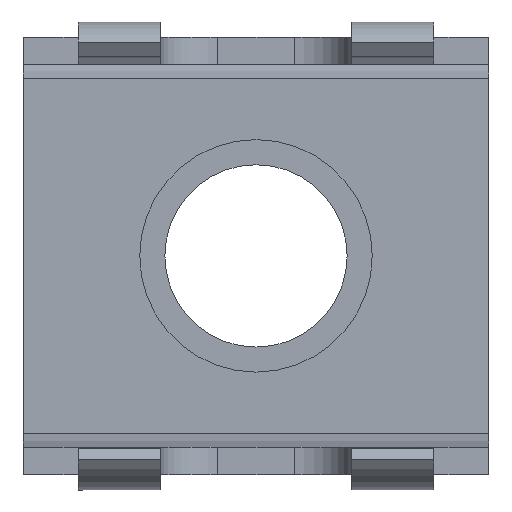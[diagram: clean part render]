
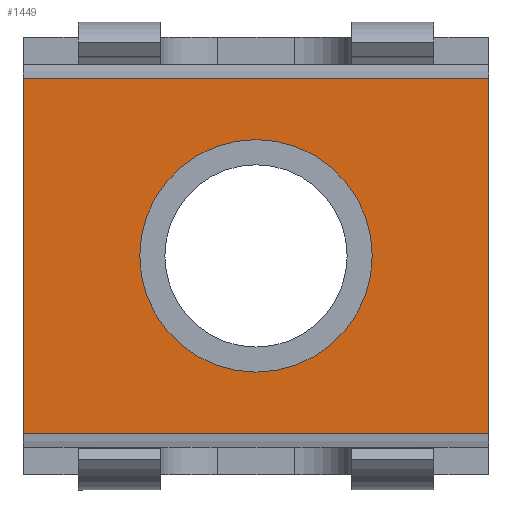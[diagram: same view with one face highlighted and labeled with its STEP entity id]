
A CAD part, front view. The second image highlights one B-rep face of the part: STEP entity #1449.
In plain terms, the highlighted planar face has unit normal (0, -1, 0).
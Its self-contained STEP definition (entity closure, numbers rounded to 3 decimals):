
#20=FACE_BOUND('',#164,.T.);
#25=PLANE('',#1550);
#83=FACE_OUTER_BOUND('',#163,.T.);
#163=EDGE_LOOP('',(#1010,#1011,#1012,#1013));
#164=EDGE_LOOP('',(#1014));
#243=LINE('',#2116,#407);
#250=LINE('',#2136,#414);
#257=LINE('',#2152,#421);
#258=LINE('',#2153,#422);
#407=VECTOR('',#1682,10.);
#414=VECTOR('',#1699,10.);
#421=VECTOR('',#1710,10.);
#422=VECTOR('',#1711,10.);
#576=CIRCLE('',#1551,2.125);
#626=VERTEX_POINT('',#2113);
#627=VERTEX_POINT('',#2115);
#635=VERTEX_POINT('',#2135);
#642=VERTEX_POINT('',#2151);
#643=VERTEX_POINT('',#2154);
#771=EDGE_CURVE('',#626,#627,#243,.T.);
#781=EDGE_CURVE('',#635,#627,#250,.T.);
#789=EDGE_CURVE('',#626,#642,#257,.T.);
#790=EDGE_CURVE('',#635,#642,#258,.T.);
#791=EDGE_CURVE('',#643,#643,#576,.T.);
#1010=ORIENTED_EDGE('',*,*,#771,.F.);
#1011=ORIENTED_EDGE('',*,*,#789,.T.);
#1012=ORIENTED_EDGE('',*,*,#790,.F.);
#1013=ORIENTED_EDGE('',*,*,#781,.T.);
#1014=ORIENTED_EDGE('',*,*,#791,.T.);
#1449=ADVANCED_FACE('',(#83,#20),#25,.T.);
#1550=AXIS2_PLACEMENT_3D('',#2150,#1708,#1709);
#1551=AXIS2_PLACEMENT_3D('',#2155,#1712,#1713);
#1682=DIRECTION('',(1.,0.,0.));
#1699=DIRECTION('',(0.,0.,1.));
#1708=DIRECTION('center_axis',(0.,-1.,0.));
#1709=DIRECTION('ref_axis',(0.,0.,-1.));
#1710=DIRECTION('',(0.,0.,-1.));
#1711=DIRECTION('',(-1.,0.,0.));
#1712=DIRECTION('center_axis',(0.,1.,0.));
#1713=DIRECTION('ref_axis',(-1.,0.,0.));
#2113=CARTESIAN_POINT('',(0.,-0.5,7.25));
#2115=CARTESIAN_POINT('',(8.5,-0.5,7.25));
#2116=CARTESIAN_POINT('',(6.375,-0.5,7.25));
#2135=CARTESIAN_POINT('',(8.5,-0.5,0.75));
#2136=CARTESIAN_POINT('',(8.5,-0.5,7.5));
#2150=CARTESIAN_POINT('Origin',(4.25,-0.5,4.));
#2151=CARTESIAN_POINT('',(0.,-0.5,0.75));
#2152=CARTESIAN_POINT('',(0.,-0.5,0.5));
#2153=CARTESIAN_POINT('',(5.625,-0.5,0.75));
#2154=CARTESIAN_POINT('',(6.375,-0.5,4.));
#2155=CARTESIAN_POINT('Origin',(4.25,-0.5,4.));
